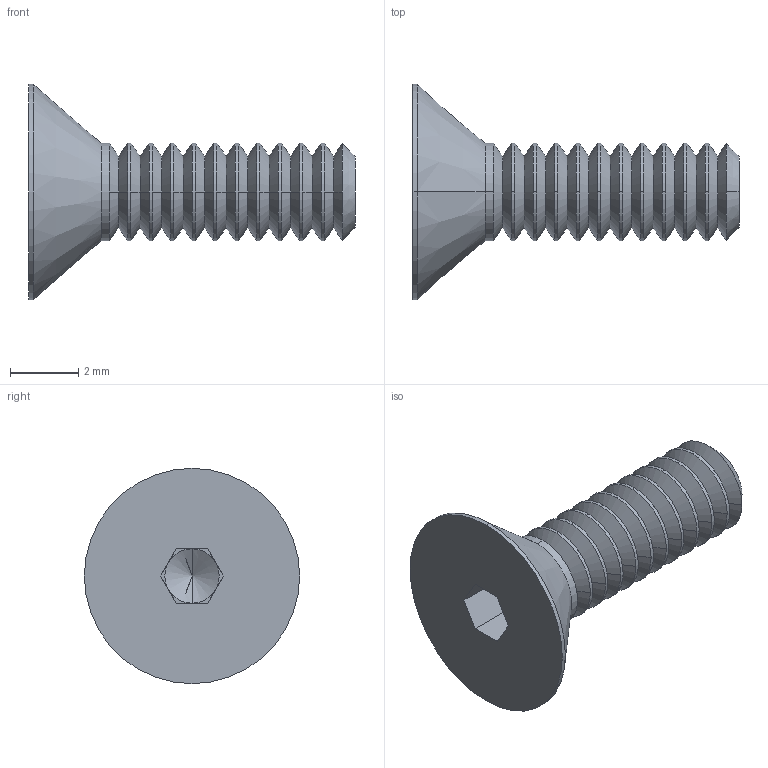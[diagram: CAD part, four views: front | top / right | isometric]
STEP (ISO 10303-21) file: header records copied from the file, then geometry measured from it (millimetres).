
FILE_DESCRIPTION (( 'STEP AP203' ), '1' );
FILE_NAME ('socket countersunk head cap screw_quanser ansi inch_SCHCSCREW 0.112-40x0.375x0.375-HX-S_sldprt.STEP', '2016-06-02T17:09:49', ( 'Shusen Zhang' ), ( 'MathWorks' ), 'SwSTEP 2.0', 'SolidWorks 2015', '' );
FILE_SCHEMA (( 'CONFIG_CONTROL_DESIGN' ));
Length unit declared in the file: inch
Products named in the file (1): socket countersunk head cap screw_quanser ansi inch_SCHCSCREW 0.112-40x0.375x0.375-HX-S_sldprt
Bounding box: 9.53 x 6.29 x 6.29 mm (x, y, z)
Volume: 72.2 mm3; surface area: 176.3 mm2
Topology: 1 solids, 1 shells, 88 faces, 224 edges, 137 vertices
Faces by surface type: cone 50, cylinder 24, plane 14
Entity records: 2745 total; most frequent: DIRECTION 524, CARTESIAN_POINT 448, ORIENTED_EDGE 444, EDGE_CURVE 222, AXIS2_PLACEMENT_3D 213, VERTEX_POINT 137, CIRCLE 124, VECTOR 98
